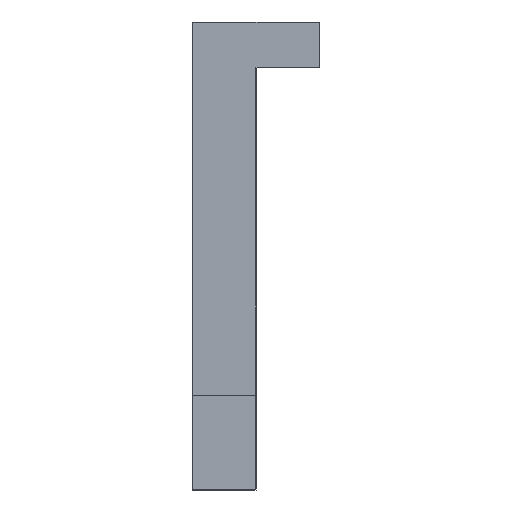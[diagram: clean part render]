
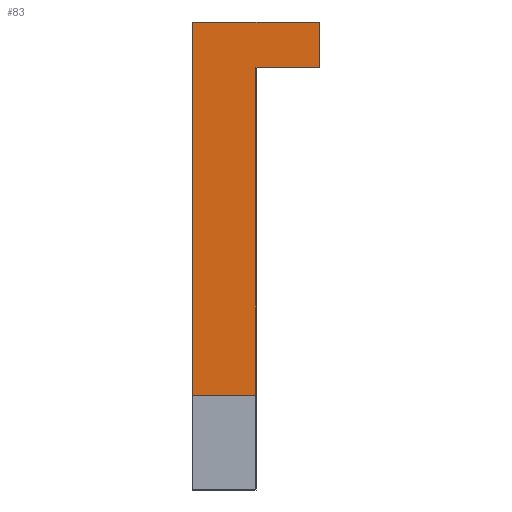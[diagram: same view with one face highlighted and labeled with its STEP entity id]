
A CAD part, left-side view. The second image highlights one B-rep face of the part: STEP entity #83.
In plain terms, the highlighted planar face has unit normal (-1, 0, 0).
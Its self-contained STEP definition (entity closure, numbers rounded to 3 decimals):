
#83 = ADVANCED_FACE( '', ( #188 ), #189, .T. );
#188 = FACE_OUTER_BOUND( '', #307, .T. );
#189 = PLANE( '', #308 );
#307 = EDGE_LOOP( '', ( #479, #480, #481, #482, #483, #484 ) );
#308 = AXIS2_PLACEMENT_3D( '', #485, #486, #487 );
#479 = ORIENTED_EDGE( '', *, *, #573, .T. );
#480 = ORIENTED_EDGE( '', *, *, #589, .T. );
#481 = ORIENTED_EDGE( '', *, *, #604, .F. );
#482 = ORIENTED_EDGE( '', *, *, #600, .F. );
#483 = ORIENTED_EDGE( '', *, *, #610, .T. );
#484 = ORIENTED_EDGE( '', *, *, #583, .T. );
#485 = CARTESIAN_POINT( '', ( -53.756, 6.35, 29.502 ) );
#486 = DIRECTION( '', ( -1., 0., 0. ) );
#487 = DIRECTION( '', ( 0., 0., 1. ) );
#573 = EDGE_CURVE( '', #661, #669, #671, .T. );
#583 = EDGE_CURVE( '', #686, #661, #687, .T. );
#589 = EDGE_CURVE( '', #669, #693, #695, .T. );
#600 = EDGE_CURVE( '', #709, #707, #711, .T. );
#604 = EDGE_CURVE( '', #707, #693, #716, .T. );
#610 = EDGE_CURVE( '', #709, #686, #724, .T. );
#661 = VERTEX_POINT( '', #778 );
#669 = VERTEX_POINT( '', #790 );
#671 = LINE( '', #793, #794 );
#686 = VERTEX_POINT( '', #815 );
#687 = LINE( '', #816, #817 );
#693 = VERTEX_POINT( '', #824 );
#695 = LINE( '', #827, #828 );
#707 = VERTEX_POINT( '', #842 );
#709 = VERTEX_POINT( '', #845 );
#711 = LINE( '', #848, #849 );
#716 = LINE( '', #854, #855 );
#724 = LINE( '', #863, #864 );
#778 = CARTESIAN_POINT( '', ( -53.756, 0., 13.044 ) );
#790 = CARTESIAN_POINT( '', ( -53.756, 0., 29.502 ) );
#793 = CARTESIAN_POINT( '', ( -53.756, 0., 13.044 ) );
#794 = VECTOR( '', #936, 1000. );
#815 = CARTESIAN_POINT( '', ( -53.756, 3.175, 13.044 ) );
#816 = CARTESIAN_POINT( '', ( -53.756, 3.175, 13.044 ) );
#817 = VECTOR( '', #943, 1000. );
#824 = CARTESIAN_POINT( '', ( -53.756, -3.175, 29.502 ) );
#827 = CARTESIAN_POINT( '', ( -53.756, 0., 29.502 ) );
#828 = VECTOR( '', #949, 1000. );
#842 = CARTESIAN_POINT( '', ( -53.756, -3.175, 31.788 ) );
#845 = CARTESIAN_POINT( '', ( -53.756, 3.175, 31.788 ) );
#848 = CARTESIAN_POINT( '', ( -53.756, 6.35, 31.788 ) );
#849 = VECTOR( '', #960, 1000. );
#854 = CARTESIAN_POINT( '', ( -53.756, -3.175, 29.502 ) );
#855 = VECTOR( '', #964, 1000. );
#863 = CARTESIAN_POINT( '', ( -53.756, 3.175, 29.502 ) );
#864 = VECTOR( '', #971, 1000. );
#936 = DIRECTION( '', ( 0., 0., 1. ) );
#943 = DIRECTION( '', ( 0., -1., 0. ) );
#949 = DIRECTION( '', ( 0., -1., 0. ) );
#960 = DIRECTION( '', ( 0., -1., 0. ) );
#964 = DIRECTION( '', ( 0., 0., -1. ) );
#971 = DIRECTION( '', ( 0., 0., -1. ) );
